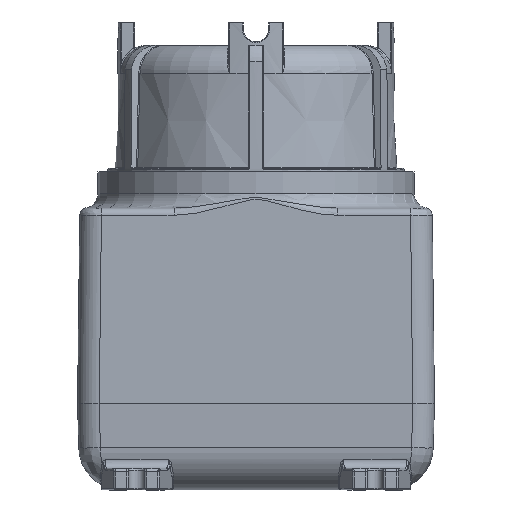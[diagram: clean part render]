
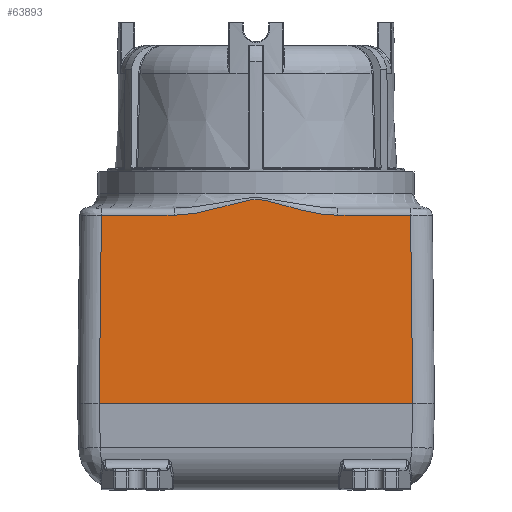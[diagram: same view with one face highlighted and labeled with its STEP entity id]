
A CAD part, front view. The second image highlights one B-rep face of the part: STEP entity #63893.
In plain terms, the highlighted planar face has unit normal (0, -1, 0.012).
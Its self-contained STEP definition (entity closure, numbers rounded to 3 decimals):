
#2450=B_SPLINE_CURVE_WITH_KNOTS('',3,(#118781,#118782,#118783,#118784,#118785,
#118786,#118787,#118788,#118789,#118790,#118791,#118792,#118793,#118794,
#118795,#118796,#118797),.UNSPECIFIED.,.F.,.F.,(4,1,1,1,1,1,1,1,1,1,1,1,
1,1,4),(-14.719,-13.667,-12.616,-10.513,
-9.462,-8.411,-7.71,-7.009,
-6.308,-5.607,-4.906,-4.205,
-2.103,-1.051,0.),.UNSPECIFIED.);
#8495=LINE('',#118676,#14673);
#8503=LINE('',#118759,#14681);
#8508=LINE('',#118776,#14686);
#8509=LINE('',#118780,#14687);
#8510=LINE('',#118798,#14688);
#14673=VECTOR('',#79197,0.394);
#14681=VECTOR('',#79235,0.394);
#14686=VECTOR('',#79254,0.394);
#14687=VECTOR('',#79259,0.394);
#14688=VECTOR('',#79260,0.394);
#18006=PLANE('',#67102);
#21986=FACE_OUTER_BOUND('',#25794,.T.);
#25794=EDGE_LOOP('',(#59695,#59696,#59697,#59698,#59699,#59700));
#32413=VERTEX_POINT('',#118663);
#32417=VERTEX_POINT('',#118675);
#32424=VERTEX_POINT('',#118746);
#32428=VERTEX_POINT('',#118758);
#32433=VERTEX_POINT('',#118775);
#32434=VERTEX_POINT('',#118779);
#41538=EDGE_CURVE('',#32413,#32417,#8495,.T.);
#41556=EDGE_CURVE('',#32428,#32424,#8503,.T.);
#41565=EDGE_CURVE('',#32424,#32433,#8508,.T.);
#41567=EDGE_CURVE('',#32434,#32413,#8509,.T.);
#41568=EDGE_CURVE('',#32433,#32434,#2450,.T.);
#41569=EDGE_CURVE('',#32428,#32417,#8510,.F.);
#59695=ORIENTED_EDGE('',*,*,#41538,.F.);
#59696=ORIENTED_EDGE('',*,*,#41567,.F.);
#59697=ORIENTED_EDGE('',*,*,#41568,.F.);
#59698=ORIENTED_EDGE('',*,*,#41565,.F.);
#59699=ORIENTED_EDGE('',*,*,#41556,.F.);
#59700=ORIENTED_EDGE('',*,*,#41569,.T.);
#63893=ADVANCED_FACE('',(#21986),#18006,.F.);
#67102=AXIS2_PLACEMENT_3D('',#118778,#79257,#79258);
#79197=DIRECTION('',(0.012,-0.012,-1.));
#79235=DIRECTION('',(0.012,0.012,1.));
#79254=DIRECTION('',(1.,0.,0.));
#79257=DIRECTION('center_axis',(0.,1.,-0.012));
#79258=DIRECTION('ref_axis',(0.,0.012,1.));
#79259=DIRECTION('',(1.,0.,0.));
#79260=DIRECTION('',(-1.,0.,0.));
#118663=CARTESIAN_POINT('',(5.347,-5.503,6.503));
#118675=CARTESIAN_POINT('',(5.422,-5.579,0.));
#118676=CARTESIAN_POINT('',(5.422,-5.578,0.056));
#118746=CARTESIAN_POINT('',(-5.347,-5.503,6.503));
#118758=CARTESIAN_POINT('',(-5.422,-5.579,0.));
#118759=CARTESIAN_POINT('',(-5.422,-5.578,0.063));
#118775=CARTESIAN_POINT('',(-2.834,-5.503,6.503));
#118776=CARTESIAN_POINT('',(3.086,-5.503,6.503));
#118778=CARTESIAN_POINT('Origin',(6.172,-5.579,0.));
#118779=CARTESIAN_POINT('',(2.834,-5.503,6.503));
#118780=CARTESIAN_POINT('',(3.086,-5.503,6.503));
#118781=CARTESIAN_POINT('Ctrl Pts',(-2.834,-5.503,
6.503));
#118782=CARTESIAN_POINT('Ctrl Pts',(-2.696,-5.503,
6.503));
#118783=CARTESIAN_POINT('Ctrl Pts',(-2.42,-5.503,
6.52));
#118784=CARTESIAN_POINT('Ctrl Pts',(-1.874,-5.502,
6.603));
#118785=CARTESIAN_POINT('Ctrl Pts',(-1.34,-5.5,
6.74));
#118786=CARTESIAN_POINT('Ctrl Pts',(-0.81,-5.498,
6.894));
#118787=CARTESIAN_POINT('Ctrl Pts',(-0.456,-5.497,
6.993));
#118788=CARTESIAN_POINT('Ctrl Pts',(-0.138,-5.496,
7.053));
#118789=CARTESIAN_POINT('Ctrl Pts',(0.139,-5.496,
7.053));
#118790=CARTESIAN_POINT('Ctrl Pts',(0.411,-5.497,
7.002));
#118791=CARTESIAN_POINT('Ctrl Pts',(0.678,-5.498,
6.932));
#118792=CARTESIAN_POINT('Ctrl Pts',(0.943,-5.499,
6.855));
#118793=CARTESIAN_POINT('Ctrl Pts',(1.384,-5.5,6.728));
#118794=CARTESIAN_POINT('Ctrl Pts',(1.875,-5.502,
6.603));
#118795=CARTESIAN_POINT('Ctrl Pts',(2.42,-5.503,
6.52));
#118796=CARTESIAN_POINT('Ctrl Pts',(2.696,-5.503,
6.503));
#118797=CARTESIAN_POINT('Ctrl Pts',(2.834,-5.503,
6.503));
#118798=CARTESIAN_POINT('',(3.047,-5.579,0.));
